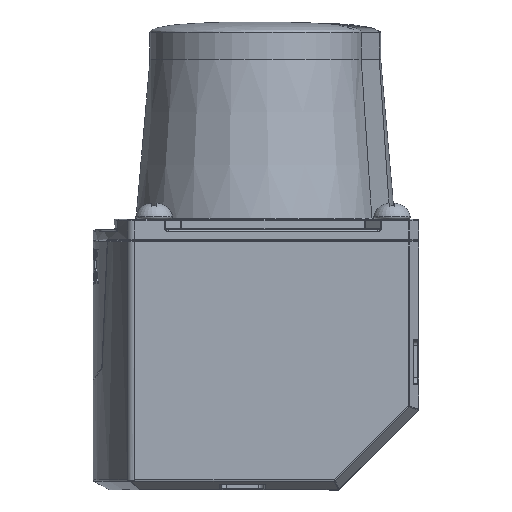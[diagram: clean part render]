
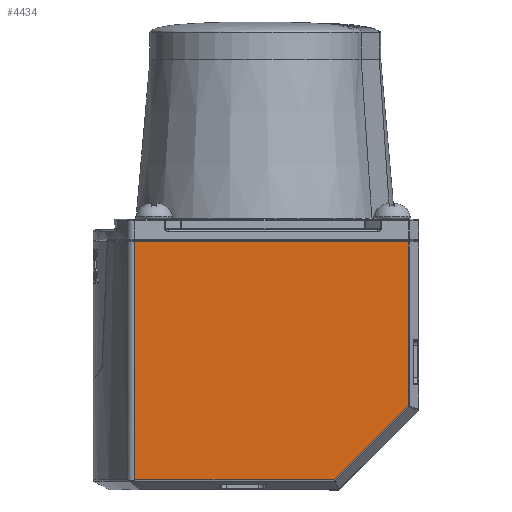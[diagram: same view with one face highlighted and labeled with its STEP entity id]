
A CAD part, left-side view. The second image highlights one B-rep face of the part: STEP entity #4434.
In plain terms, the highlighted planar face has unit normal (-1, 0, 0).
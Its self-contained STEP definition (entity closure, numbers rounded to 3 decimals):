
#700 = CARTESIAN_POINT ( 'NONE',  ( 0., 37.343, -76.492 ) ) ;
#771 = EDGE_CURVE ( 'NONE', #15769, #2828, #8499, .T. ) ;
#1170 = VERTEX_POINT ( 'NONE', #8375 ) ;
#1282 = DIRECTION ( 'NONE',  ( 0., 0., -1. ) ) ;
#1578 = LINE ( 'NONE', #7541, #17971 ) ;
#1800 = ORIENTED_EDGE ( 'NONE', *, *, #13554, .T. ) ;
#2606 = EDGE_LOOP ( 'NONE', ( #13815, #12075, #10420, #1800, #13999 ) ) ;
#2716 = VERTEX_POINT ( 'NONE', #2816 ) ;
#2816 = CARTESIAN_POINT ( 'NONE',  ( 0., 74.876, -31.868 ) ) ;
#2828 = VERTEX_POINT ( 'NONE', #8797 ) ;
#4434 = ADVANCED_FACE ( 'NONE', ( #17071 ), #8291, .F. ) ;
#5235 = LINE ( 'NONE', #15394, #18480 ) ;
#5463 = DIRECTION ( 'NONE',  ( 0., 1., 0. ) ) ;
#6075 = LINE ( 'NONE', #8721, #17173 ) ;
#6661 = LINE ( 'NONE', #700, #12099 ) ;
#7031 = CARTESIAN_POINT ( 'NONE',  ( 0., 37.403, -76.492 ) ) ;
#7541 = CARTESIAN_POINT ( 'NONE',  ( 0., 23.502, -31.618 ) ) ;
#7554 = CARTESIAN_POINT ( 'NONE',  ( 0., 23.502, -31.868 ) ) ;
#8031 = DIRECTION ( 'NONE',  ( 0., -1., 0. ) ) ;
#8291 = PLANE ( 'NONE',  #13981 ) ;
#8297 = DIRECTION ( 'NONE',  ( 0., -0.707, 0.707 ) ) ;
#8375 = CARTESIAN_POINT ( 'NONE',  ( 0., 74.876, -76.492 ) ) ;
#8499 = LINE ( 'NONE', #18634, #9486 ) ;
#8721 = CARTESIAN_POINT ( 'NONE',  ( 0., 74.876, -27.618 ) ) ;
#8797 = CARTESIAN_POINT ( 'NONE',  ( 0., 23.502, -62.591 ) ) ;
#9156 = EDGE_CURVE ( 'NONE', #15179, #2716, #5235, .T. ) ;
#9486 = VECTOR ( 'NONE', #8297, 1000. ) ;
#10420 = ORIENTED_EDGE ( 'NONE', *, *, #15404, .T. ) ;
#12075 = ORIENTED_EDGE ( 'NONE', *, *, #9156, .T. ) ;
#12099 = VECTOR ( 'NONE', #8031, 1000. ) ;
#12382 = DIRECTION ( 'NONE',  ( 0., 1., 0. ) ) ;
#12675 = EDGE_CURVE ( 'NONE', #2828, #15179, #1578, .T. ) ;
#13504 = DIRECTION ( 'NONE',  ( 0., 0., 1. ) ) ;
#13554 = EDGE_CURVE ( 'NONE', #1170, #15769, #6661, .T. ) ;
#13815 = ORIENTED_EDGE ( 'NONE', *, *, #12675, .T. ) ;
#13981 = AXIS2_PLACEMENT_3D ( 'NONE', #15900, #15707, #5463 ) ;
#13999 = ORIENTED_EDGE ( 'NONE', *, *, #771, .T. ) ;
#15179 = VERTEX_POINT ( 'NONE', #7554 ) ;
#15394 = CARTESIAN_POINT ( 'NONE',  ( 0., 74.876, -31.868 ) ) ;
#15404 = EDGE_CURVE ( 'NONE', #2716, #1170, #6075, .T. ) ;
#15707 = DIRECTION ( 'NONE',  ( 1., 0., 0. ) ) ;
#15769 = VERTEX_POINT ( 'NONE', #7031 ) ;
#15900 = CARTESIAN_POINT ( 'NONE',  ( 0., 21.626, -27.618 ) ) ;
#17071 = FACE_OUTER_BOUND ( 'NONE', #2606, .T. ) ;
#17173 = VECTOR ( 'NONE', #1282, 1000. ) ;
#17971 = VECTOR ( 'NONE', #13504, 1000. ) ;
#18480 = VECTOR ( 'NONE', #12382, 1000. ) ;
#18634 = CARTESIAN_POINT ( 'NONE',  ( 0., 23.604, -62.693 ) ) ;
